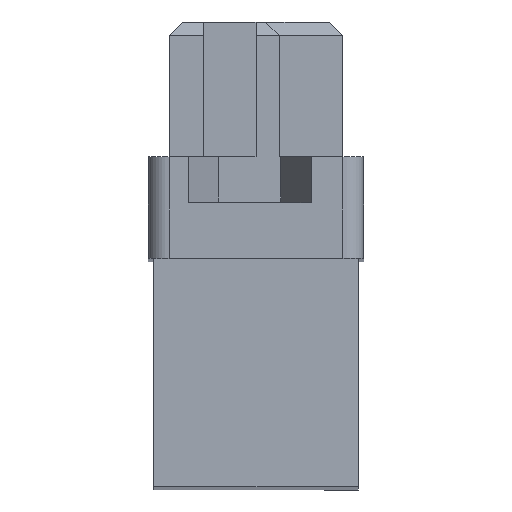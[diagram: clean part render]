
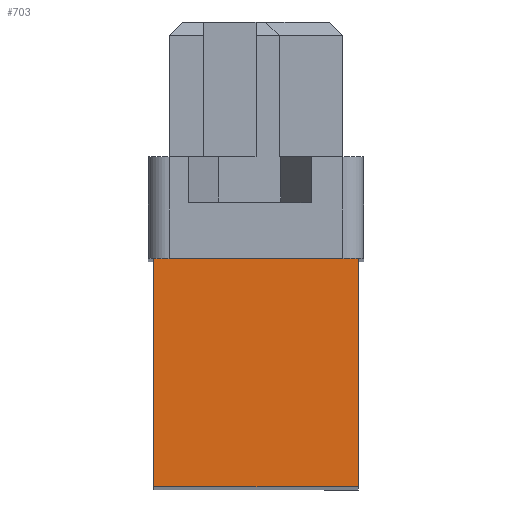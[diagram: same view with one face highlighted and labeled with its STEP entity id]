
A CAD part, top view. The second image highlights one B-rep face of the part: STEP entity #703.
In plain terms, the highlighted planar face has unit normal (0, 0, 1).
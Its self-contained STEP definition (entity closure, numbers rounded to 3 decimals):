
#703=ADVANCED_FACE('',(#1761),#1232,.F.);
#1232=PLANE('',#10277);
#1761=FACE_OUTER_BOUND('',#2399,.T.);
#2399=EDGE_LOOP('',(#4992,#4993,#4994,#4995));
#4992=ORIENTED_EDGE('',*,*,#6942,.F.);
#4993=ORIENTED_EDGE('',*,*,#6946,.F.);
#4994=ORIENTED_EDGE('',*,*,#7155,.F.);
#4995=ORIENTED_EDGE('',*,*,#7157,.F.);
#5718=VERTEX_POINT('',#14915);
#5719=VERTEX_POINT('',#14917);
#5721=VERTEX_POINT('',#14923);
#5859=VERTEX_POINT('',#15350);
#6942=EDGE_CURVE('',#5718,#5719,#8240,.T.);
#6946=EDGE_CURVE('',#5721,#5718,#8244,.T.);
#7155=EDGE_CURVE('',#5859,#5721,#8441,.T.);
#7157=EDGE_CURVE('',#5719,#5859,#8443,.T.);
#8240=LINE('',#14916,#9526);
#8244=LINE('',#14924,#9530);
#8441=LINE('',#15351,#9727);
#8443=LINE('',#15355,#9729);
#9526=VECTOR('',#12262,1.);
#9530=VECTOR('',#12268,1.);
#9727=VECTOR('',#12649,1.);
#9729=VECTOR('',#12655,1.);
#10277=AXIS2_PLACEMENT_3D('',#15357,#12658,#12659);
#12262=DIRECTION('',(-1.,0.,0.));
#12268=DIRECTION('',(0.,-1.,0.));
#12649=DIRECTION('',(1.,0.,0.));
#12655=DIRECTION('',(0.,1.,0.));
#12658=DIRECTION('',(0.,0.,-1.));
#12659=DIRECTION('',(0.,1.,0.));
#14915=CARTESIAN_POINT('',(4.975,0.,41.975));
#14916=CARTESIAN_POINT('',(4.975,0.,41.975));
#14917=CARTESIAN_POINT('',(-4.975,0.,41.975));
#14923=CARTESIAN_POINT('',(4.975,11.1,41.975));
#14924=CARTESIAN_POINT('',(4.975,11.1,41.975));
#15350=CARTESIAN_POINT('',(-4.975,11.1,41.975));
#15351=CARTESIAN_POINT('',(-4.975,11.1,41.975));
#15355=CARTESIAN_POINT('',(-4.975,0.,41.975));
#15357=CARTESIAN_POINT('',(-5.507,0.,41.975));
